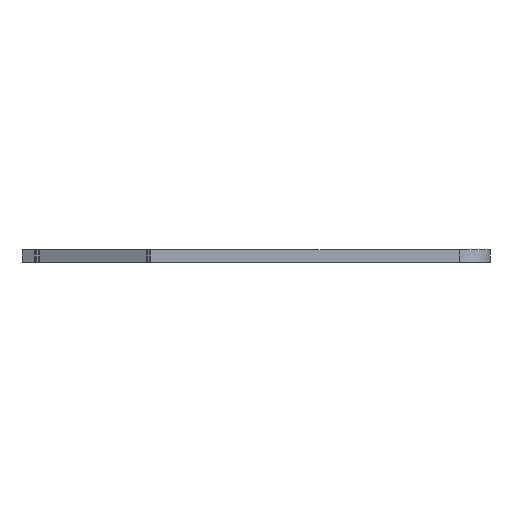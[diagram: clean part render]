
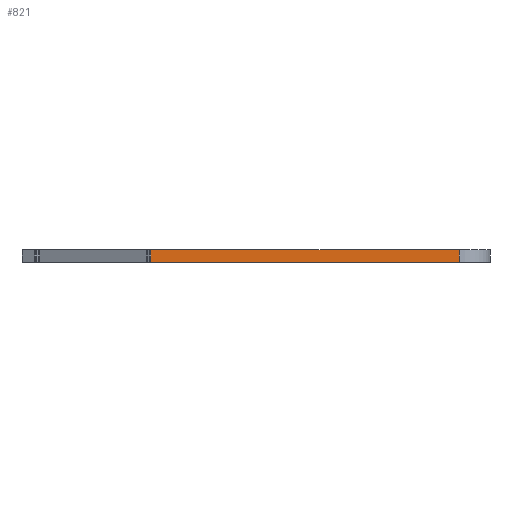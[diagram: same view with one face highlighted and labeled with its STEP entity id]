
A CAD part, left-side view. The second image highlights one B-rep face of the part: STEP entity #821.
In plain terms, the highlighted planar face has unit normal (-1, 0, 0).
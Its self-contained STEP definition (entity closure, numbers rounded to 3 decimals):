
#39 = LINE ( 'NONE', #242, #129 ) ;
#126 = VECTOR ( 'NONE', #213, 1000. ) ;
#129 = VECTOR ( 'NONE', #235, 1000. ) ;
#133 = LINE ( 'NONE', #215, #126 ) ;
#137 = VECTOR ( 'NONE', #245, 1000. ) ;
#148 = LINE ( 'NONE', #247, #137 ) ;
#213 = DIRECTION ( 'NONE',  ( 0., -1., 0. ) ) ;
#215 = CARTESIAN_POINT ( 'NONE',  ( -26.4, 11.209, 1.2 ) ) ;
#235 = DIRECTION ( 'NONE',  ( 0., 0., -1. ) ) ;
#242 = CARTESIAN_POINT ( 'NONE',  ( -26.4, -30.218, 1.2 ) ) ;
#245 = DIRECTION ( 'NONE',  ( 0., 0., 1. ) ) ;
#247 = CARTESIAN_POINT ( 'NONE',  ( -26.4, -0.068, 1.2 ) ) ;
#253 = CARTESIAN_POINT ( 'NONE',  ( -26.4, -30.218, 1.2 ) ) ;
#337 = VECTOR ( 'NONE', #932, 1000. ) ;
#378 = LINE ( 'NONE', #906, #337 ) ;
#391 = AXIS2_PLACEMENT_3D ( 'NONE', #1040, #1022, #1017 ) ;
#403 = FACE_OUTER_BOUND ( 'NONE', #689, .T. ) ;
#412 = CARTESIAN_POINT ( 'NONE',  ( -26.4, -0.068, 1.2 ) ) ;
#689 = EDGE_LOOP ( 'NONE', ( #979, #984, #989, #994 ) ) ;
#718 = CARTESIAN_POINT ( 'NONE',  ( -26.4, -0.068, 0. ) ) ;
#744 = CARTESIAN_POINT ( 'NONE',  ( -26.4, -30.218, 0. ) ) ;
#821 = ADVANCED_FACE ( 'NONE', ( #403 ), #1065, .F. ) ;
#902 = EDGE_CURVE ( 'NONE', #981, #1001, #378, .T. ) ;
#906 = CARTESIAN_POINT ( 'NONE',  ( -26.4, -0.068, 0. ) ) ;
#932 = DIRECTION ( 'NONE',  ( 0., 1., 0. ) ) ;
#979 = ORIENTED_EDGE ( 'NONE', *, *, #1210, .F. ) ;
#981 = VERTEX_POINT ( 'NONE', #744 ) ;
#984 = ORIENTED_EDGE ( 'NONE', *, *, #1216, .F. ) ;
#989 = ORIENTED_EDGE ( 'NONE', *, *, #1205, .F. ) ;
#994 = ORIENTED_EDGE ( 'NONE', *, *, #902, .F. ) ;
#1001 = VERTEX_POINT ( 'NONE', #718 ) ;
#1017 = DIRECTION ( 'NONE',  ( 0., 1., 0. ) ) ;
#1022 = DIRECTION ( 'NONE',  ( 1., 0., 0. ) ) ;
#1040 = CARTESIAN_POINT ( 'NONE',  ( -26.4, -0.068, 1.2 ) ) ;
#1065 = PLANE ( 'NONE',  #391 ) ;
#1142 = VERTEX_POINT ( 'NONE', #412 ) ;
#1195 = VERTEX_POINT ( 'NONE', #253 ) ;
#1205 = EDGE_CURVE ( 'NONE', #1001, #1142, #148, .T. ) ;
#1210 = EDGE_CURVE ( 'NONE', #1195, #981, #39, .T. ) ;
#1216 = EDGE_CURVE ( 'NONE', #1142, #1195, #133, .T. ) ;
